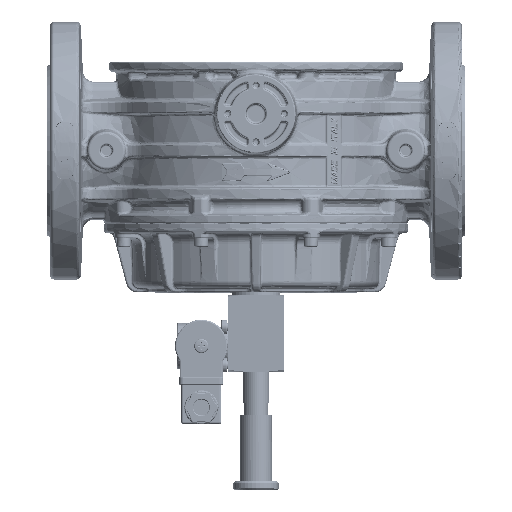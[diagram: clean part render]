
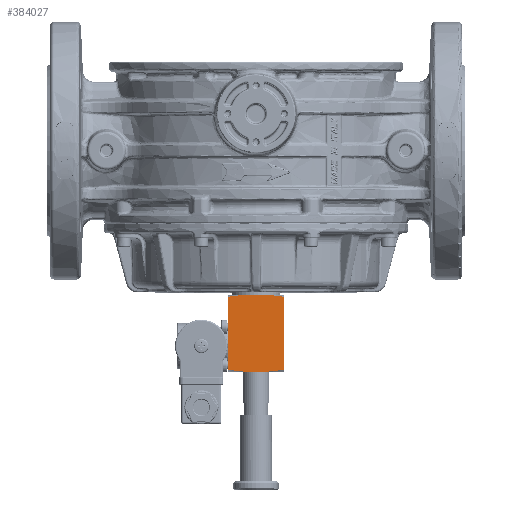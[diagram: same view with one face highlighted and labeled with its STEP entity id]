
A CAD part, top view. The second image highlights one B-rep face of the part: STEP entity #384027.
In plain terms, the highlighted planar face has unit normal (0, 0, 1).
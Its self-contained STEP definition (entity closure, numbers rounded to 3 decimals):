
#4565=CARTESIAN_POINT('Vertex',(-19.65,-152.3,19.65)) ;
#4568=CARTESIAN_POINT('Line Origine',(-19.65,-126.9,19.65)) ;
#4572=CARTESIAN_POINT('Vertex',(-19.65,-101.5,19.65)) ;
#5034=CARTESIAN_POINT('Vertex',(19.65,-101.5,19.65)) ;
#5037=CARTESIAN_POINT('Line Origine',(19.65,-126.9,19.65)) ;
#5041=CARTESIAN_POINT('Vertex',(19.65,-152.3,19.65)) ;
#383727=CARTESIAN_POINT('Control Point',(6.611,-153.8,19.65)) ;
#383728=CARTESIAN_POINT('Control Point',(8.668,-153.661,19.65)) ;
#383729=CARTESIAN_POINT('Control Point',(10.875,-153.462,19.65)) ;
#383730=CARTESIAN_POINT('Control Point',(13.327,-153.192,19.65)) ;
#383731=CARTESIAN_POINT('Control Point',(16.154,-152.825,19.65)) ;
#383732=CARTESIAN_POINT('Control Point',(19.65,-152.3,19.65)) ;
#383733=CARTESIAN_POINT('Vertex',(6.611,-153.8,19.65)) ;
#383771=CARTESIAN_POINT('Vertex',(6.611,-100.,19.65)) ;
#383775=CARTESIAN_POINT('Control Point',(19.65,-101.5,19.65)) ;
#383776=CARTESIAN_POINT('Control Point',(16.155,-100.975,19.65)) ;
#383777=CARTESIAN_POINT('Control Point',(13.328,-100.608,19.65)) ;
#383778=CARTESIAN_POINT('Control Point',(10.877,-100.338,19.65)) ;
#383779=CARTESIAN_POINT('Control Point',(8.667,-100.139,19.65)) ;
#383780=CARTESIAN_POINT('Control Point',(6.611,-100.,19.65)) ;
#383958=CARTESIAN_POINT('Vertex',(-6.611,-100.,19.65)) ;
#383961=CARTESIAN_POINT('Line Origine',(0.,-100.,19.65)) ;
#383984=CARTESIAN_POINT('Control Point',(-6.611,-100.,19.65)) ;
#383985=CARTESIAN_POINT('Control Point',(-8.668,-100.139,19.65)) ;
#383986=CARTESIAN_POINT('Control Point',(-10.875,-100.338,19.65)) ;
#383987=CARTESIAN_POINT('Control Point',(-13.327,-100.608,19.65)) ;
#383988=CARTESIAN_POINT('Control Point',(-16.154,-100.975,19.65)) ;
#383989=CARTESIAN_POINT('Control Point',(-19.65,-101.5,19.65)) ;
#383997=CARTESIAN_POINT('Axis2P3D Location',(-19.65,-190.8,19.65)) ;
#384003=CARTESIAN_POINT('Control Point',(-19.65,-152.3,19.65)) ;
#384004=CARTESIAN_POINT('Control Point',(-16.832,-152.724,19.65)) ;
#384005=CARTESIAN_POINT('Control Point',(-14.134,-153.091,19.65)) ;
#384006=CARTESIAN_POINT('Control Point',(-11.556,-153.395,19.65)) ;
#384007=CARTESIAN_POINT('Control Point',(-9.066,-153.634,19.65)) ;
#384008=CARTESIAN_POINT('Control Point',(-6.611,-153.8,19.65)) ;
#384009=CARTESIAN_POINT('Vertex',(-6.611,-153.8,19.65)) ;
#384012=CARTESIAN_POINT('Line Origine',(0.,-153.8,19.65)) ;
#4570=VECTOR('Line Direction',#4569,1.) ;
#5039=VECTOR('Line Direction',#5038,1.) ;
#383963=VECTOR('Line Direction',#383962,1.) ;
#384014=VECTOR('Line Direction',#384013,1.) ;
#4569=DIRECTION('Vector Direction',(0.,1.,0.)) ;
#5038=DIRECTION('Vector Direction',(0.,1.,0.)) ;
#383962=DIRECTION('Vector Direction',(-1.,0.,0.)) ;
#383998=DIRECTION('Axis2P3D Direction',(0.,0.,1.)) ;
#383999=DIRECTION('Axis2P3D XDirection',(1.,0.,0.)) ;
#384013=DIRECTION('Vector Direction',(1.,0.,0.)) ;
#384000=AXIS2_PLACEMENT_3D('Plane Axis2P3D',#383997,#383998,#383999) ;
#4571=LINE('Line',#4568,#4570) ;
#5040=LINE('Line',#5037,#5039) ;
#383964=LINE('Line',#383961,#383963) ;
#384015=LINE('Line',#384012,#384014) ;
#384001=PLANE('',#384000) ;
#4574=EDGE_CURVE('',#4566,#4573,#4571,.T.) ;
#5043=EDGE_CURVE('',#5042,#5035,#5040,.T.) ;
#383735=EDGE_CURVE('',#383734,#5042,#383726,.T.) ;
#383781=EDGE_CURVE('',#5035,#383772,#383774,.T.) ;
#383965=EDGE_CURVE('',#383772,#383959,#383964,.T.) ;
#383990=EDGE_CURVE('',#383959,#4573,#383983,.T.) ;
#384011=EDGE_CURVE('',#4566,#384010,#384002,.T.) ;
#384016=EDGE_CURVE('',#384010,#383734,#384015,.T.) ;
#384018=ORIENTED_EDGE('',*,*,#383990,.T.) ;
#384019=ORIENTED_EDGE('',*,*,#4574,.F.) ;
#384020=ORIENTED_EDGE('',*,*,#384011,.T.) ;
#384021=ORIENTED_EDGE('',*,*,#384016,.T.) ;
#384022=ORIENTED_EDGE('',*,*,#383735,.T.) ;
#384023=ORIENTED_EDGE('',*,*,#5043,.T.) ;
#384024=ORIENTED_EDGE('',*,*,#383781,.T.) ;
#384025=ORIENTED_EDGE('',*,*,#383965,.T.) ;
#384017=EDGE_LOOP('',(#384018,#384019,#384020,#384021,#384022,#384023,#384024,#384025)) ;
#4566=VERTEX_POINT('',#4565) ;
#4573=VERTEX_POINT('',#4572) ;
#5035=VERTEX_POINT('',#5034) ;
#5042=VERTEX_POINT('',#5041) ;
#383734=VERTEX_POINT('',#383733) ;
#383772=VERTEX_POINT('',#383771) ;
#383959=VERTEX_POINT('',#383958) ;
#384010=VERTEX_POINT('',#384009) ;
#384027=ADVANCED_FACE('Solido1',(#384026),#384001,.T.) ;
#383726=B_SPLINE_CURVE_WITH_KNOTS('',5,(#383727,#383728,#383729,#383730,#383731,#383732),.UNSPECIFIED.,.F.,.U.,(6,6),(0.,48.549),.UNSPECIFIED.) ;
#383774=B_SPLINE_CURVE_WITH_KNOTS('',5,(#383775,#383776,#383777,#383778,#383779,#383780),.UNSPECIFIED.,.F.,.U.,(6,6),(0.,48.541),.UNSPECIFIED.) ;
#383983=B_SPLINE_CURVE_WITH_KNOTS('',5,(#383984,#383985,#383986,#383987,#383988,#383989),.UNSPECIFIED.,.F.,.U.,(6,6),(0.,48.549),.UNSPECIFIED.) ;
#384002=B_SPLINE_CURVE_WITH_KNOTS('',5,(#384003,#384004,#384005,#384006,#384007,#384008),.UNSPECIFIED.,.F.,.U.,(6,6),(0.,18.59),.UNSPECIFIED.) ;
#384026=FACE_OUTER_BOUND('',#384017,.T.) ;
